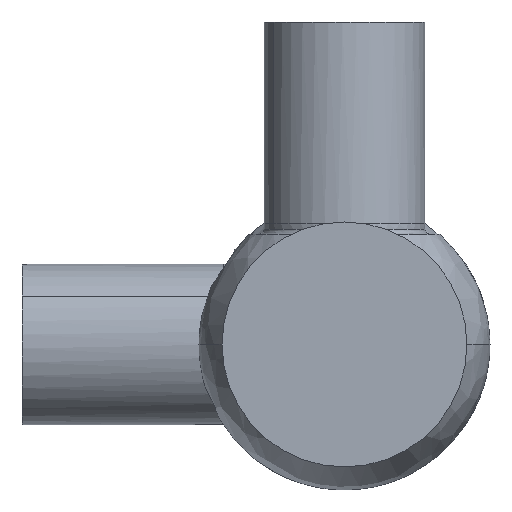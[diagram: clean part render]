
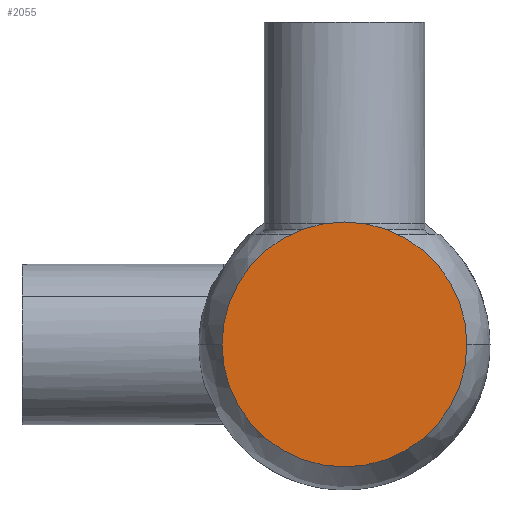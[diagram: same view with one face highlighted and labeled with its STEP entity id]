
A CAD part, front view. The second image highlights one B-rep face of the part: STEP entity #2055.
In plain terms, the highlighted planar face has unit normal (0, -1, 0).
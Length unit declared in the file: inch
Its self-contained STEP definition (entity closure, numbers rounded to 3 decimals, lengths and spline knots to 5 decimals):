
#74 = PLANE ( 'NONE',  #2992 ) ;
#92 = EDGE_CURVE ( 'NONE', #1139, #1778, #1224, .T. ) ;
#248 = AXIS2_PLACEMENT_3D ( 'NONE', #3154, #1292, #2882 ) ;
#276 = ORIENTED_EDGE ( 'NONE', *, *, #3152, .F. ) ;
#356 = DIRECTION ( 'NONE',  ( -1., 0., 0. ) ) ;
#697 = DIRECTION ( 'NONE',  ( 0., 1., 0. ) ) ;
#1139 = VERTEX_POINT ( 'NONE', #2575 ) ;
#1224 = CIRCLE ( 'NONE', #248, 1.525 ) ;
#1232 = CIRCLE ( 'NONE', #2626, 1.525 ) ;
#1292 = DIRECTION ( 'NONE',  ( 0., 1., 0. ) ) ;
#1405 = EDGE_LOOP ( 'NONE', ( #1818, #276 ) ) ;
#1778 = VERTEX_POINT ( 'NONE', #3311 ) ;
#1818 = ORIENTED_EDGE ( 'NONE', *, *, #92, .F. ) ;
#2055 = ADVANCED_FACE ( 'NONE', ( #2466 ), #74, .F. ) ;
#2282 = CARTESIAN_POINT ( 'NONE',  ( 0., -6.262, 0. ) ) ;
#2466 = FACE_OUTER_BOUND ( 'NONE', #1405, .T. ) ;
#2535 = DIRECTION ( 'NONE',  ( -1., 0., 0. ) ) ;
#2575 = CARTESIAN_POINT ( 'NONE',  ( -1.525, -6.262, 0. ) ) ;
#2626 = AXIS2_PLACEMENT_3D ( 'NONE', #2282, #697, #2535 ) ;
#2882 = DIRECTION ( 'NONE',  ( -1., 0., 0. ) ) ;
#2992 = AXIS2_PLACEMENT_3D ( 'NONE', #3260, #2995, #356 ) ;
#2995 = DIRECTION ( 'NONE',  ( 0., 1., 0. ) ) ;
#3152 = EDGE_CURVE ( 'NONE', #1778, #1139, #1232, .T. ) ;
#3154 = CARTESIAN_POINT ( 'NONE',  ( 0., -6.262, 0. ) ) ;
#3260 = CARTESIAN_POINT ( 'NONE',  ( 0., -6.262, 0. ) ) ;
#3311 = CARTESIAN_POINT ( 'NONE',  ( 1.525, -6.262, 0. ) ) ;
